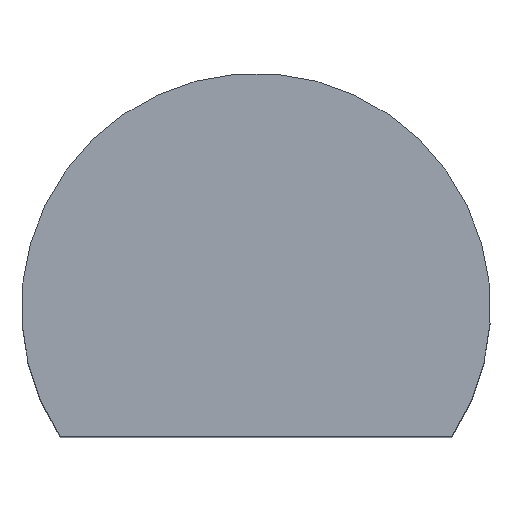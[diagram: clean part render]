
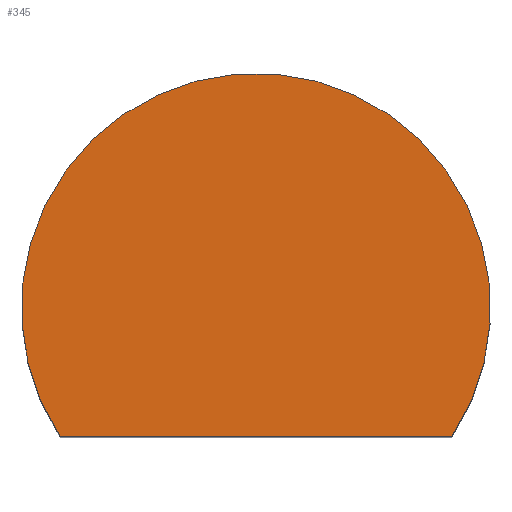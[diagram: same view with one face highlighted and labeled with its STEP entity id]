
A CAD part, top view. The second image highlights one B-rep face of the part: STEP entity #345.
In plain terms, the highlighted planar face has unit normal (0, 0, 1).
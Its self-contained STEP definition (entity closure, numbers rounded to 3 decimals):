
#18=CIRCLE('',#378,2.415);
#32=FACE_OUTER_BOUND('',#54,.T.);
#54=EDGE_LOOP('',(#269,#270));
#91=LINE('',#537,#131);
#131=VECTOR('',#439,1.);
#163=VERTEX_POINT('',#531);
#165=VERTEX_POINT('',#535);
#199=EDGE_CURVE('',#163,#165,#91,.T.);
#201=EDGE_CURVE('',#165,#163,#18,.T.);
#269=ORIENTED_EDGE('',*,*,#199,.T.);
#270=ORIENTED_EDGE('',*,*,#201,.T.);
#306=PLANE('',#380);
#345=ADVANCED_FACE('',(#32),#306,.F.);
#378=AXIS2_PLACEMENT_3D('',#540,#444,#445);
#380=AXIS2_PLACEMENT_3D('',#551,#454,#455);
#439=DIRECTION('',(1.,0.,0.));
#444=DIRECTION('center_axis',(0.,0.,1.));
#445=DIRECTION('ref_axis',(1.,0.,0.));
#454=DIRECTION('center_axis',(0.,0.,-1.));
#455=DIRECTION('ref_axis',(-1.,0.,0.));
#531=CARTESIAN_POINT('',(-0.746,-1.33,8.3));
#535=CARTESIAN_POINT('',(3.286,-1.33,8.3));
#537=CARTESIAN_POINT('',(-0.746,-1.33,8.3));
#540=CARTESIAN_POINT('Origin',(1.27,0.,8.3));
#551=CARTESIAN_POINT('Origin',(-0.746,-1.33,8.3));
